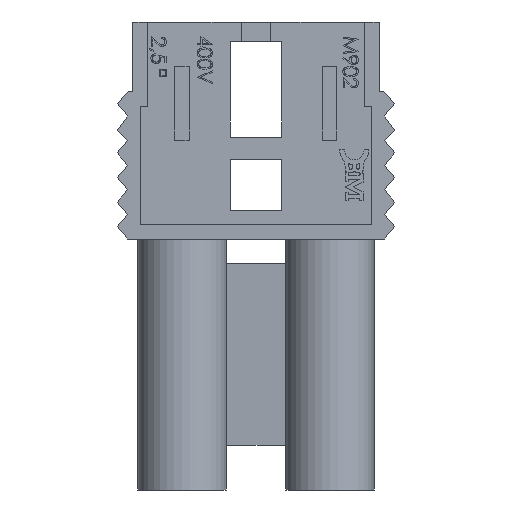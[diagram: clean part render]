
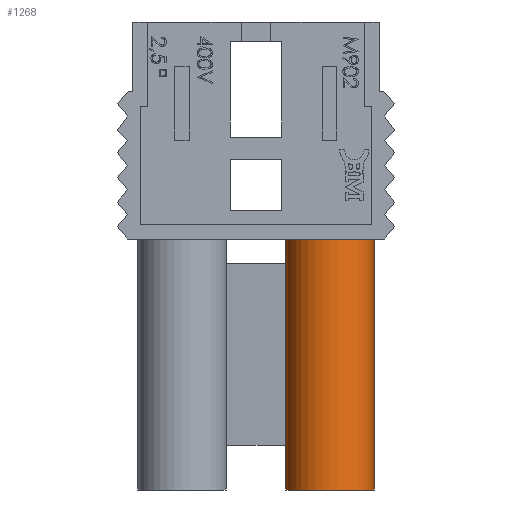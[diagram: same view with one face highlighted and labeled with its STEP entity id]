
A CAD part, front view. The second image highlights one B-rep face of the part: STEP entity #1268.
In plain terms, the highlighted cylindrical face has radius 3 mm (diameter 6 mm), a partial arc.
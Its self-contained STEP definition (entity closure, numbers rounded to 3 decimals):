
#71 = DIRECTION ( 'NONE',  ( 0., 0., -1. ) ) ;
#951 = DIRECTION ( 'NONE',  ( 1., 0., 0. ) ) ;
#1079 = ORIENTED_EDGE ( 'NONE', *, *, #8054, .T. ) ;
#1268 = ADVANCED_FACE ( 'NONE', ( #1780 ), #12187, .T. ) ;
#1298 = DIRECTION ( 'NONE',  ( 0., 0., -1. ) ) ;
#1634 = CARTESIAN_POINT ( 'NONE',  ( 8., 6.45, 17. ) ) ;
#1780 = FACE_OUTER_BOUND ( 'NONE', #7698, .T. ) ;
#2427 = DIRECTION ( 'NONE',  ( 0., 0., 1. ) ) ;
#2450 = AXIS2_PLACEMENT_3D ( 'NONE', #11268, #2427, #951 ) ;
#2583 = LINE ( 'NONE', #17576, #13977 ) ;
#3055 = AXIS2_PLACEMENT_3D ( 'NONE', #7804, #12037, #10863 ) ;
#4125 = VERTEX_POINT ( 'NONE', #5173 ) ;
#4577 = LINE ( 'NONE', #1634, #16959 ) ;
#5173 = CARTESIAN_POINT ( 'NONE',  ( 2., 6.45, 0. ) ) ;
#7698 = EDGE_LOOP ( 'NONE', ( #18846, #1079, #14206, #8363 ) ) ;
#7763 = DIRECTION ( 'NONE',  ( -1., 0., 0. ) ) ;
#7804 = CARTESIAN_POINT ( 'NONE',  ( 5., 6.45, 17. ) ) ;
#8054 = EDGE_CURVE ( 'NONE', #10884, #4125, #2583, .T. ) ;
#8363 = ORIENTED_EDGE ( 'NONE', *, *, #10218, .F. ) ;
#9022 = VERTEX_POINT ( 'NONE', #15916 ) ;
#9435 = CARTESIAN_POINT ( 'NONE',  ( 8., 6.45, 17. ) ) ;
#10218 = EDGE_CURVE ( 'NONE', #16340, #9022, #4577, .T. ) ;
#10863 = DIRECTION ( 'NONE',  ( 1., 0., 0. ) ) ;
#10884 = VERTEX_POINT ( 'NONE', #11986 ) ;
#11268 = CARTESIAN_POINT ( 'NONE',  ( 5., 6.45, 0. ) ) ;
#11986 = CARTESIAN_POINT ( 'NONE',  ( 2., 6.45, 17. ) ) ;
#12026 = AXIS2_PLACEMENT_3D ( 'NONE', #13366, #16685, #7763 ) ;
#12037 = DIRECTION ( 'NONE',  ( 0., 0., 1. ) ) ;
#12187 = CYLINDRICAL_SURFACE ( 'NONE', #12026, 3. ) ;
#12789 = CIRCLE ( 'NONE', #2450, 3. ) ;
#13366 = CARTESIAN_POINT ( 'NONE',  ( 5., 6.45, 17. ) ) ;
#13977 = VECTOR ( 'NONE', #1298, 1000. ) ;
#14206 = ORIENTED_EDGE ( 'NONE', *, *, #16565, .T. ) ;
#15576 = EDGE_CURVE ( 'NONE', #10884, #16340, #18691, .T. ) ;
#15916 = CARTESIAN_POINT ( 'NONE',  ( 8., 6.45, 0. ) ) ;
#16340 = VERTEX_POINT ( 'NONE', #9435 ) ;
#16565 = EDGE_CURVE ( 'NONE', #4125, #9022, #12789, .T. ) ;
#16685 = DIRECTION ( 'NONE',  ( 0., 0., -1. ) ) ;
#16959 = VECTOR ( 'NONE', #71, 1000. ) ;
#17576 = CARTESIAN_POINT ( 'NONE',  ( 2., 6.45, 17. ) ) ;
#18691 = CIRCLE ( 'NONE', #3055, 3. ) ;
#18846 = ORIENTED_EDGE ( 'NONE', *, *, #15576, .F. ) ;
